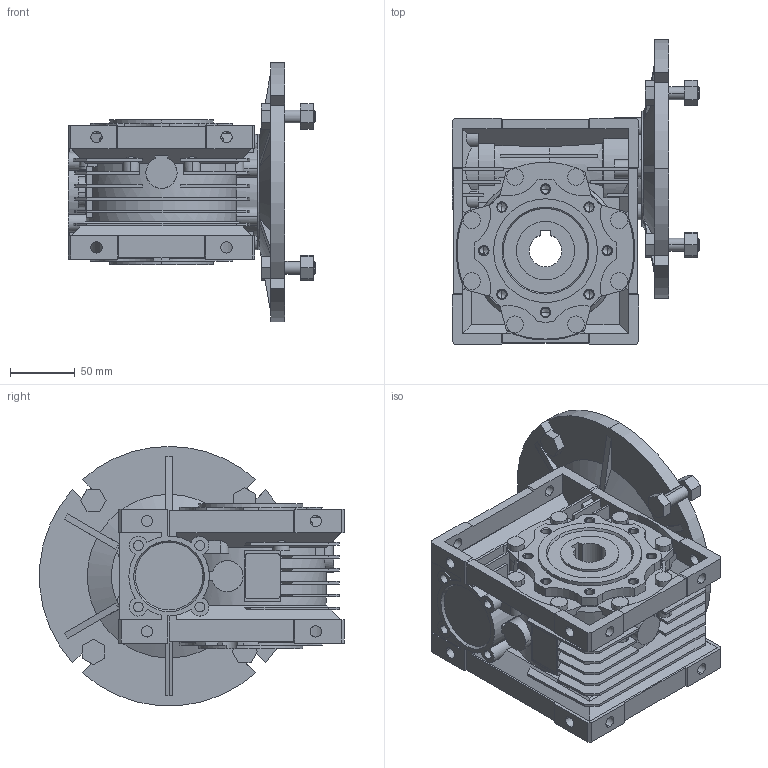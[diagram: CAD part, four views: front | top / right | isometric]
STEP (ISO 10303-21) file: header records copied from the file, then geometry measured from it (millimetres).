
FILE_DESCRIPTION (( 'STEP AP214' ), '1' );
FILE_NAME ('PMRV063_90_B5.STEP', '2018-05-29T11:21:13', ( 'admin' ), ( '' ), 'SwSTEP 2.0', 'SolidWorks 2018', '' );
FILE_SCHEMA (( 'AUTOMOTIVE_DESIGN' ));
Length unit declared in the file: millimetre
Products named in the file (1): PMRV063_90_B5
Bounding box: 191 x 234.67 x 199.67 mm (x, y, z)
Volume: 2016568.1 mm3; surface area: 392623.1 mm2
Topology: 4 solids, 6 shells, 1257 faces, 3394 edges, 2181 vertices
Faces by surface type: plane 764, cylinder 352, cone 137, torus 4
Entity records: 40613 total; most frequent: CARTESIAN_POINT 8867, ORIENTED_EDGE 6724, DIRECTION 6542, EDGE_CURVE 3362, AXIS2_PLACEMENT_3D 2197, VERTEX_POINT 2181, VECTOR 2148, LINE 2148
